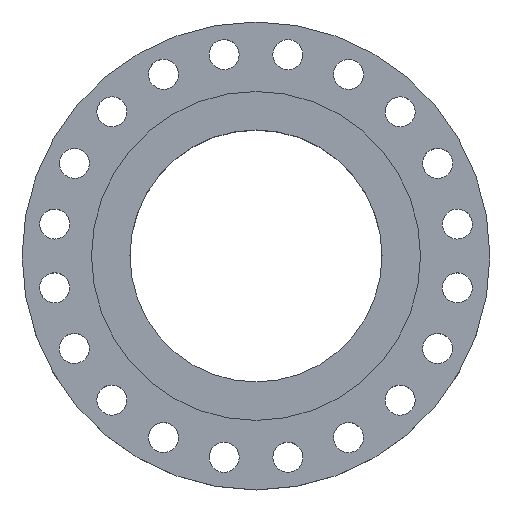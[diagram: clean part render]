
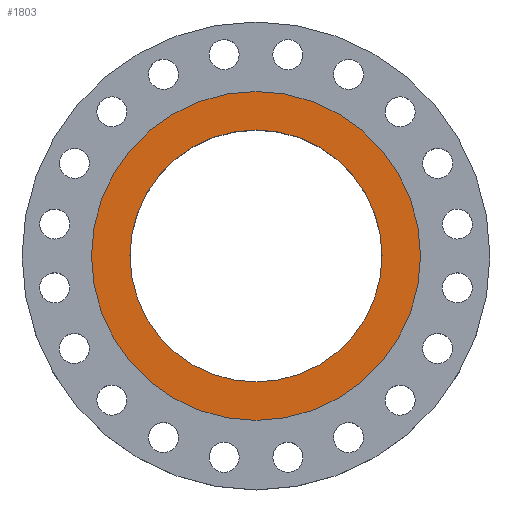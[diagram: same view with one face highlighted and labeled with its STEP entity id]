
A CAD part, top view. The second image highlights one B-rep face of the part: STEP entity #1803.
In plain terms, the highlighted planar face has unit normal (0, 0, 1).
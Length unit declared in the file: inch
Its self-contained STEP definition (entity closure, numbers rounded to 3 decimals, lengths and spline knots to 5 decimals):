
#2 = AXIS2_PLACEMENT_3D ( 'NONE', #1714, #34, #942 ) ;
#34 = DIRECTION ( 'NONE',  ( 0., 0., 1. ) ) ;
#83 = EDGE_LOOP ( 'NONE', ( #1051, #1037 ) ) ;
#198 = VERTEX_POINT ( 'NONE', #390 ) ;
#253 = CARTESIAN_POINT ( 'NONE',  ( 0., 0., 0.25 ) ) ;
#325 = PLANE ( 'NONE',  #1847 ) ;
#330 = VERTEX_POINT ( 'NONE', #912 ) ;
#334 = DIRECTION ( 'NONE',  ( 0., 0., 1. ) ) ;
#390 = CARTESIAN_POINT ( 'NONE',  ( 8.875, 0., 0.25 ) ) ;
#503 = DIRECTION ( 'NONE',  ( 1., 0., 0. ) ) ;
#505 = EDGE_LOOP ( 'NONE', ( #1928, #1561 ) ) ;
#586 = EDGE_CURVE ( 'NONE', #599, #1628, #1586, .T. ) ;
#599 = VERTEX_POINT ( 'NONE', #1003 ) ;
#812 = DIRECTION ( 'NONE',  ( 1., 0., 0. ) ) ;
#912 = CARTESIAN_POINT ( 'NONE',  ( -8.875, 0., 0.25 ) ) ;
#942 = DIRECTION ( 'NONE',  ( 1., 0., 0. ) ) ;
#950 = FACE_BOUND ( 'NONE', #505, .T. ) ;
#1003 = CARTESIAN_POINT ( 'NONE',  ( -6.8, 0., 0.25 ) ) ;
#1021 = CIRCLE ( 'NONE', #1475, 8.875 ) ;
#1037 = ORIENTED_EDGE ( 'NONE', *, *, #1424, .T. ) ;
#1051 = ORIENTED_EDGE ( 'NONE', *, *, #1470, .T. ) ;
#1057 = AXIS2_PLACEMENT_3D ( 'NONE', #1707, #1258, #503 ) ;
#1074 = AXIS2_PLACEMENT_3D ( 'NONE', #253, #1330, #1618 ) ;
#1125 = CIRCLE ( 'NONE', #2, 6.8 ) ;
#1239 = CARTESIAN_POINT ( 'NONE',  ( 0., 0., 0.25 ) ) ;
#1258 = DIRECTION ( 'NONE',  ( 0., 0., 1. ) ) ;
#1285 = DIRECTION ( 'NONE',  ( 0., 0., 1. ) ) ;
#1330 = DIRECTION ( 'NONE',  ( 0., 0., 1. ) ) ;
#1424 = EDGE_CURVE ( 'NONE', #198, #330, #1672, .T. ) ;
#1456 = DIRECTION ( 'NONE',  ( 1., 0., 0. ) ) ;
#1470 = EDGE_CURVE ( 'NONE', #330, #198, #1021, .T. ) ;
#1475 = AXIS2_PLACEMENT_3D ( 'NONE', #1747, #1285, #1456 ) ;
#1561 = ORIENTED_EDGE ( 'NONE', *, *, #1820, .F. ) ;
#1586 = CIRCLE ( 'NONE', #1074, 6.8 ) ;
#1618 = DIRECTION ( 'NONE',  ( 1., 0., 0. ) ) ;
#1628 = VERTEX_POINT ( 'NONE', #1995 ) ;
#1672 = CIRCLE ( 'NONE', #1057, 8.875 ) ;
#1698 = FACE_OUTER_BOUND ( 'NONE', #83, .T. ) ;
#1707 = CARTESIAN_POINT ( 'NONE',  ( 0., 0., 0.25 ) ) ;
#1714 = CARTESIAN_POINT ( 'NONE',  ( 0., 0., 0.25 ) ) ;
#1747 = CARTESIAN_POINT ( 'NONE',  ( 0., 0., 0.25 ) ) ;
#1803 = ADVANCED_FACE ( 'NONE', ( #950, #1698 ), #325, .T. ) ;
#1820 = EDGE_CURVE ( 'NONE', #1628, #599, #1125, .T. ) ;
#1847 = AXIS2_PLACEMENT_3D ( 'NONE', #1239, #334, #812 ) ;
#1928 = ORIENTED_EDGE ( 'NONE', *, *, #586, .F. ) ;
#1995 = CARTESIAN_POINT ( 'NONE',  ( 6.8, 0., 0.25 ) ) ;
